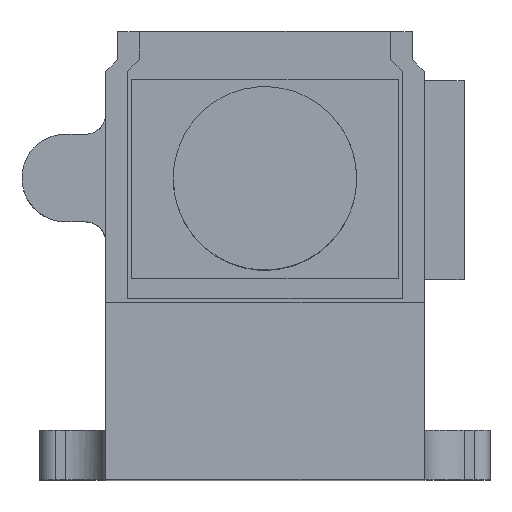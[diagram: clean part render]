
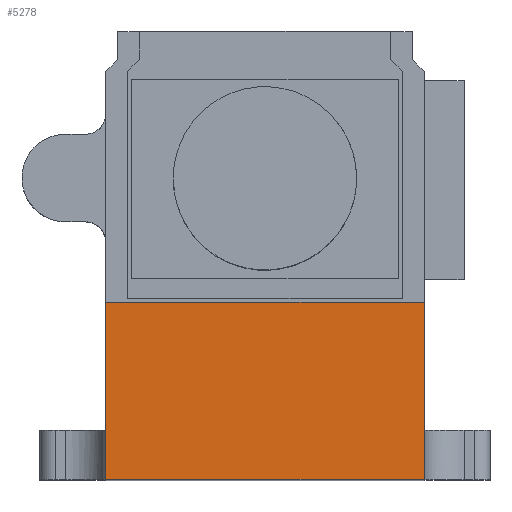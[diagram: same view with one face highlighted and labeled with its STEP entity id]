
A CAD part, top view. The second image highlights one B-rep face of the part: STEP entity #5278.
In plain terms, the highlighted free-form (B-spline) face has degree [1, 1] with [2, 2] control points.
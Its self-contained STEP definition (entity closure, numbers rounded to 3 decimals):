
#3872 = VERTEX_POINT('',#3873);
#3873 = CARTESIAN_POINT('',(79.041,43.966,
    174.384));
#3878 = EDGE_CURVE('',#3879,#3872,#3881,.T.);
#3879 = VERTEX_POINT('',#3880);
#3880 = CARTESIAN_POINT('',(79.041,0.,174.384));
#3881 = B_SPLINE_CURVE_WITH_KNOTS('',1,(#3882,#3883),.UNSPECIFIED.,.F.,
  .F.,(2,2),(0.,44.5),.PIECEWISE_BEZIER_KNOTS.);
#3882 = CARTESIAN_POINT('',(79.041,0.,174.384));
#3883 = CARTESIAN_POINT('',(79.041,43.966,
    174.384));
#4331 = VERTEX_POINT('',#4332);
#4332 = CARTESIAN_POINT('',(0.,0.,174.384));
#4337 = EDGE_CURVE('',#4331,#4338,#4340,.T.);
#4338 = VERTEX_POINT('',#4339);
#4339 = CARTESIAN_POINT('',(0.,43.966,174.384));
#4340 = B_SPLINE_CURVE_WITH_KNOTS('',1,(#4341,#4342),.UNSPECIFIED.,.F.,
  .F.,(2,2),(0.,44.5),.PIECEWISE_BEZIER_KNOTS.);
#4341 = CARTESIAN_POINT('',(0.,0.,174.384));
#4342 = CARTESIAN_POINT('',(0.,43.966,174.384));
#4485 = EDGE_CURVE('',#4338,#3872,#4486,.T.);
#4486 = B_SPLINE_CURVE_WITH_KNOTS('',1,(#4487,#4488),.UNSPECIFIED.,.F.,
  .F.,(2,2),(-80.,0.),.PIECEWISE_BEZIER_KNOTS.);
#4487 = CARTESIAN_POINT('',(0.,43.966,174.384));
#4488 = CARTESIAN_POINT('',(79.041,43.966,
    174.384));
#4551 = EDGE_CURVE('',#3879,#4331,#4552,.T.);
#4552 = B_SPLINE_CURVE_WITH_KNOTS('',1,(#4553,#4554),.UNSPECIFIED.,.F.,
  .F.,(2,2),(0.,80.),.PIECEWISE_BEZIER_KNOTS.);
#4553 = CARTESIAN_POINT('',(79.041,0.,174.384));
#4554 = CARTESIAN_POINT('',(0.,0.,174.384));
#5278 = ADVANCED_FACE('',(#5279),#5285,.T.);
#5279 = FACE_BOUND('',#5280,.T.);
#5280 = EDGE_LOOP('',(#5281,#5282,#5283,#5284));
#5281 = ORIENTED_EDGE('',*,*,#4551,.F.);
#5282 = ORIENTED_EDGE('',*,*,#3878,.T.);
#5283 = ORIENTED_EDGE('',*,*,#4485,.F.);
#5284 = ORIENTED_EDGE('',*,*,#4337,.F.);
#5285 = B_SPLINE_SURFACE_WITH_KNOTS('',1,1,(
    (#5286,#5287)
    ,(#5288,#5289
    )),.UNSPECIFIED.,.F.,.F.,.F.,(2,2),(2,2),(0.,80.),(0.,44.5),
  .PIECEWISE_BEZIER_KNOTS.);
#5286 = CARTESIAN_POINT('',(0.,0.,174.384));
#5287 = CARTESIAN_POINT('',(0.,43.966,174.384));
#5288 = CARTESIAN_POINT('',(79.041,0.,174.384));
#5289 = CARTESIAN_POINT('',(79.041,43.966,
    174.384));
